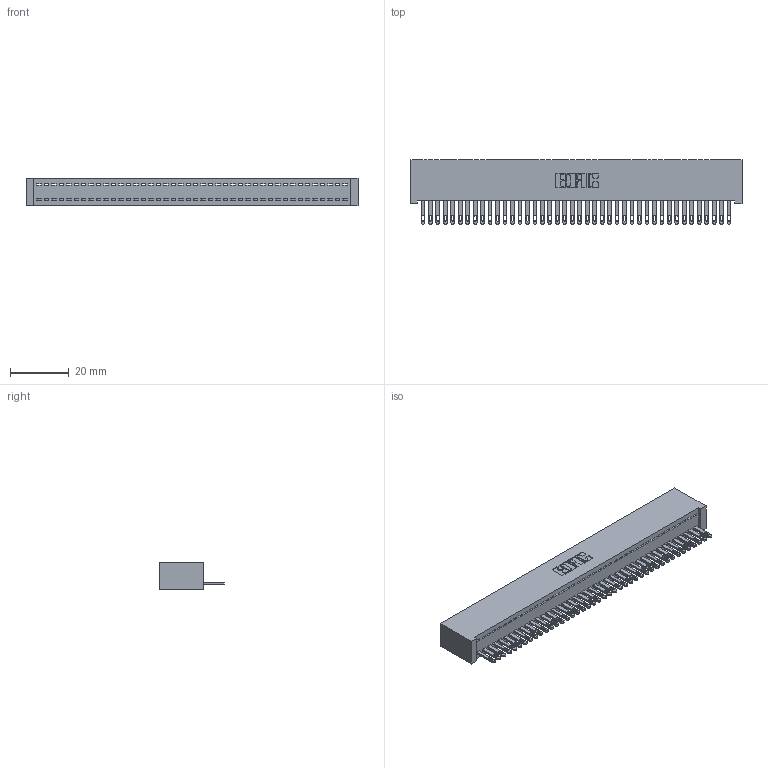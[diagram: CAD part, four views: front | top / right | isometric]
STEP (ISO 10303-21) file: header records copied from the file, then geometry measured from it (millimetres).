
FILE_DESCRIPTION (( 'STEP AP203' ), '1' );
FILE_NAME ('342-042-500-101.STEP', '2018-08-12T02:03:23', ( '' ), ( '' ), 'SwSTEP 2.0', 'SolidWorks 2016', '' );
FILE_SCHEMA (( 'CONFIG_CONTROL_DESIGN' ));
Length unit declared in the file: inch
Products named in the file (3): 342 Part_Lugless; 345-292-001_345-293-100; 342-042-500-101
Assembly tree (43 placements, depth 2):
  342-042-500-101
    342 Part_Lugless
    345-292-001_345-293-100  x42
Bounding box: 112.93 x 21.85 x 9.4 mm (x, y, z)
Volume: 10336.5 mm3; surface area: 15584.7 mm2
Topology: 43 solids, 43 shells, 2370 faces, 7331 edges, 4886 vertices
Faces by surface type: plane 1574, cylinder 796
Entity records: 25197 total; most frequent: CARTESIAN_POINT 4352, ORIENTED_EDGE 4330, DIRECTION 3665, EDGE_CURVE 2165, VECTOR 2041, LINE 2041, VERTEX_POINT 1442, AXIS2_PLACEMENT_3D 812
